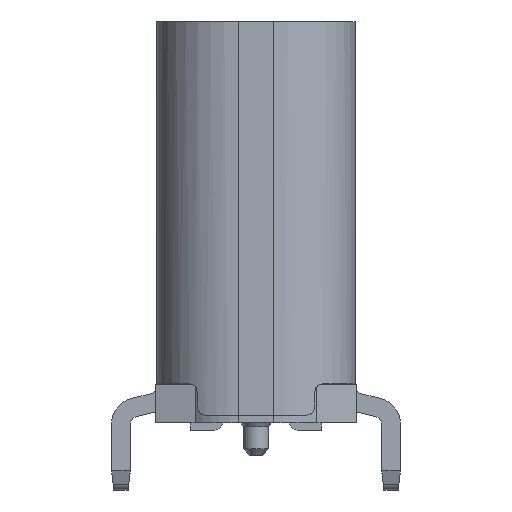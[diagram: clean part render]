
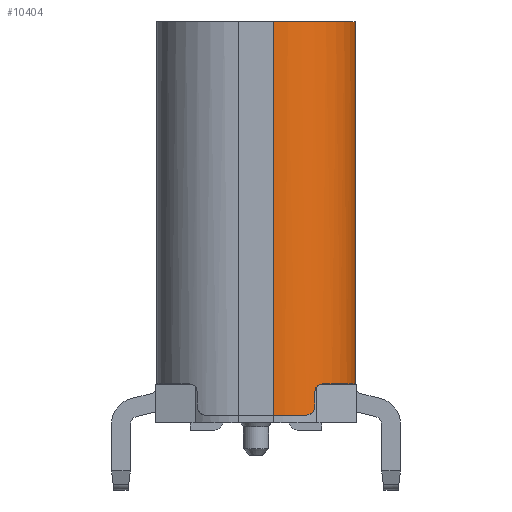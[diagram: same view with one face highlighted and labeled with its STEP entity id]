
A CAD part, left-side view. The second image highlights one B-rep face of the part: STEP entity #10404.
In plain terms, the highlighted cylindrical face has radius 1.3 mm (diameter 2.6 mm), a partial arc.
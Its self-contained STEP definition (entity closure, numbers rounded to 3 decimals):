
#35=B_SPLINE_CURVE_WITH_KNOTS('',3,(#17812,#17813,#17814,#17815),
 .UNSPECIFIED.,.F.,.F.,(4,4),(0.,0.),.UNSPECIFIED.);
#42=B_SPLINE_CURVE_WITH_KNOTS('',3,(#17965,#17966,#17967,#17968),
 .UNSPECIFIED.,.F.,.F.,(4,4),(0.,0.),.UNSPECIFIED.);
#76=CYLINDRICAL_SURFACE('',#13423,1.3);
#324=CIRCLE('',#13355,1.3);
#363=CIRCLE('',#13406,1.3);
#365=CIRCLE('',#13411,1.3);
#1045=ORIENTED_EDGE('',*,*,#4103,.T.);
#1046=ORIENTED_EDGE('',*,*,#3810,.F.);
#1047=ORIENTED_EDGE('',*,*,#3982,.F.);
#1048=ORIENTED_EDGE('',*,*,#4129,.F.);
#1049=ORIENTED_EDGE('',*,*,#4110,.F.);
#1050=ORIENTED_EDGE('',*,*,#4038,.T.);
#1051=ORIENTED_EDGE('',*,*,#4108,.T.);
#1052=ORIENTED_EDGE('',*,*,#4105,.T.);
#3810=EDGE_CURVE('',#5369,#5370,#6385,.F.);
#3982=EDGE_CURVE('',#5526,#5369,#324,.T.);
#4038=EDGE_CURVE('',#5570,#5569,#35,.T.);
#4103=EDGE_CURVE('',#5620,#5370,#363,.F.);
#4105=EDGE_CURVE('',#5623,#5620,#42,.T.);
#4108=EDGE_CURVE('',#5569,#5623,#6571,.T.);
#4110=EDGE_CURVE('',#5570,#5624,#365,.F.);
#4129=EDGE_CURVE('',#5624,#5526,#6586,.T.);
#5369=VERTEX_POINT('',#17357);
#5370=VERTEX_POINT('',#17359);
#5526=VERTEX_POINT('',#17698);
#5569=VERTEX_POINT('',#17811);
#5570=VERTEX_POINT('',#17816);
#5620=VERTEX_POINT('',#17956);
#5623=VERTEX_POINT('',#17969);
#5624=VERTEX_POINT('',#17977);
#6385=LINE('',#17358,#7626);
#6571=LINE('',#17973,#7812);
#6586=LINE('',#18016,#7827);
#7626=VECTOR('',#14314,1000.);
#7812=VECTOR('',#14754,1000.);
#7827=VECTOR('',#14795,1000.);
#8818=EDGE_LOOP('',(#1045,#1046,#1047,#1048,#1049,#1050,#1051,#1052));
#9407=FACE_BOUND('',#8818,.T.);
#10404=ADVANCED_FACE('',(#9407),#76,.T.);
#13355=AXIS2_PLACEMENT_3D('',#17699,#14570,#14571);
#13406=AXIS2_PLACEMENT_3D('',#17961,#14744,#14745);
#13411=AXIS2_PLACEMENT_3D('',#17976,#14758,#14759);
#13423=AXIS2_PLACEMENT_3D('',#18018,#14797,#14798);
#14314=DIRECTION('',(0.,0.,1.));
#14570=DIRECTION('',(0.,0.,1.));
#14571=DIRECTION('',(1.,0.,0.));
#14744=DIRECTION('',(0.,0.,-1.));
#14745=DIRECTION('',(0.,1.,0.));
#14754=DIRECTION('',(0.,0.,1.));
#14758=DIRECTION('',(0.,0.,1.));
#14759=DIRECTION('',(1.,0.,0.));
#14795=DIRECTION('',(0.,0.,1.));
#14797=DIRECTION('',(0.,0.,1.));
#14798=DIRECTION('',(1.,0.,0.));
#17357=CARTESIAN_POINT('',(-3.17,-1.58,0.));
#17358=CARTESIAN_POINT('',(-3.17,-1.58,-6.5));
#17359=CARTESIAN_POINT('',(-3.17,-1.58,-5.761));
#17698=CARTESIAN_POINT('',(-4.47,-0.28,0.));
#17699=CARTESIAN_POINT('',(-3.17,-0.28,0.));
#17811=CARTESIAN_POINT('',(-4.291,-0.939,-6.115));
#17812=CARTESIAN_POINT('',(-4.363,-0.796,-6.258));
#17813=CARTESIAN_POINT('',(-4.332,-0.869,-6.258));
#17814=CARTESIAN_POINT('',(-4.291,-0.939,-6.195));
#17815=CARTESIAN_POINT('',(-4.291,-0.939,-6.115));
#17816=CARTESIAN_POINT('',(-4.363,-0.796,-6.258));
#17956=CARTESIAN_POINT('',(-4.21,-1.06,-5.761));
#17961=CARTESIAN_POINT('',(-3.17,-0.28,-5.761));
#17965=CARTESIAN_POINT('',(-4.291,-0.939,-5.883));
#17966=CARTESIAN_POINT('',(-4.291,-0.939,-5.812));
#17967=CARTESIAN_POINT('',(-4.252,-1.004,-5.761));
#17968=CARTESIAN_POINT('',(-4.21,-1.06,-5.761));
#17969=CARTESIAN_POINT('',(-4.291,-0.939,-5.883));
#17973=CARTESIAN_POINT('',(-4.291,-0.939,-6.5));
#17976=CARTESIAN_POINT('',(-3.17,-0.28,-6.258));
#17977=CARTESIAN_POINT('',(-4.47,-0.28,-6.258));
#18016=CARTESIAN_POINT('',(-4.47,-0.28,-6.5));
#18018=CARTESIAN_POINT('',(-3.17,-0.28,-6.5));
